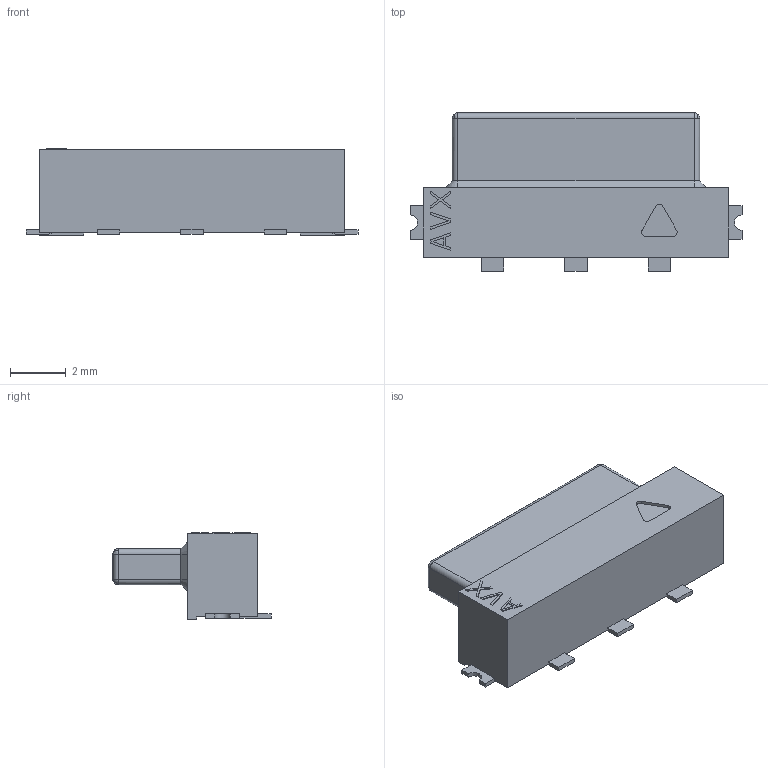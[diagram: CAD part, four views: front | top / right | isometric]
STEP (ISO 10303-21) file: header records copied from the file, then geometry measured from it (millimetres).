
FILE_DESCRIPTION(('FreeCAD Model'),'2;1');
FILE_NAME('AVX-10-9159-003-101-916_10-9159-003-101-X16.step','2019-06-04T12:51:15', ('kicad StepUp'),('ksu MCAD'),'Open CASCADE STEP processor 7.2', 'FreeCAD','Unknown');
FILE_SCHEMA(('AUTOMOTIVE_DESIGN { 1 0 10303 214 1 1 1 1 }'));
Length unit declared in the file: millimetre
Products named in the file (1): AVX-10-9159-003-101-916_10-9159-003-101-X16
Bounding box: 11.95 x 5.7 x 3.13 mm (x, y, z)
Volume: 107 mm3; surface area: 233.2 mm2
Topology: 1 solids, 4 shells, 165 faces, 437 edges, 278 vertices
Faces by surface type: plane 125, cylinder 28, bspline 8, cone 4
Entity records: 5096 total; most frequent: CARTESIAN_POINT 1035, ORIENTED_EDGE 858, DIRECTION 799, EDGE_CURVE 429, LINE 347, VECTOR 347, VERTEX_POINT 278, AXIS2_PLACEMENT_3D 226
